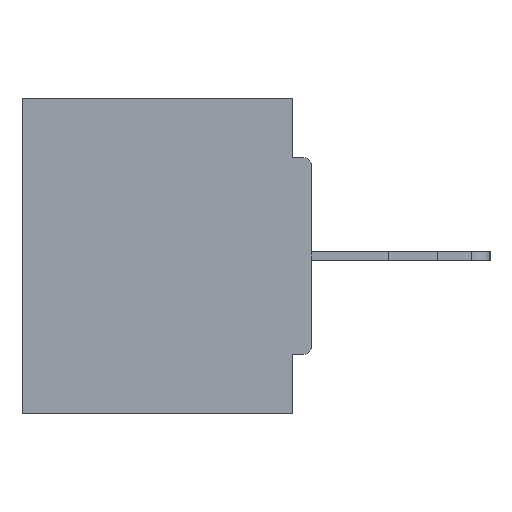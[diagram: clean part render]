
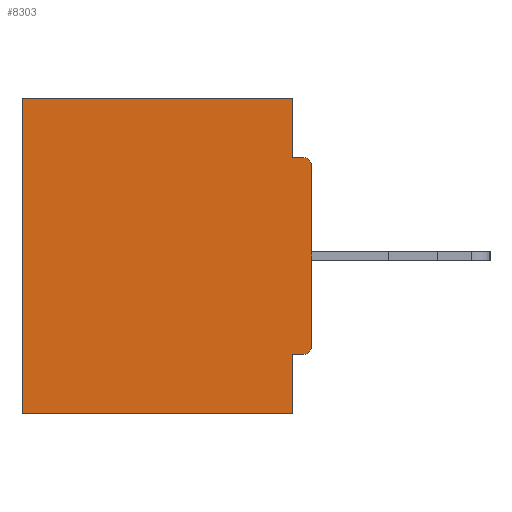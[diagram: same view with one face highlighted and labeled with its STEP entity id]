
A CAD part, left-side view. The second image highlights one B-rep face of the part: STEP entity #8303.
In plain terms, the highlighted planar face has unit normal (-1, 0, 0).
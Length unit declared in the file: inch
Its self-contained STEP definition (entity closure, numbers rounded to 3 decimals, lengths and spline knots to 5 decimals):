
#227 = VERTEX_POINT ( 'NONE', #10502 ) ;
#378 = DIRECTION ( 'NONE',  ( 0., 1., 0. ) ) ;
#446 = CARTESIAN_POINT ( 'NONE',  ( 0.298, 0., -0.3915 ) ) ;
#729 = EDGE_CURVE ( 'NONE', #13833, #11069, #14357, .T. ) ;
#1019 = VECTOR ( 'NONE', #8424, 39.37008 ) ;
#1861 = EDGE_CURVE ( 'NONE', #10714, #5290, #24961, .T. ) ;
#2035 = DIRECTION ( 'NONE',  ( 0., 0., -1. ) ) ;
#2145 = PLANE ( 'NONE',  #19977 ) ;
#2485 = ORIENTED_EDGE ( 'NONE', *, *, #32507, .F. ) ;
#3535 = VERTEX_POINT ( 'NONE', #12394 ) ;
#4527 = DIRECTION ( 'NONE',  ( 0., 0., -1. ) ) ;
#5290 = VERTEX_POINT ( 'NONE', #6729 ) ;
#5578 = VECTOR ( 'NONE', #378, 39.37008 ) ;
#6195 = CARTESIAN_POINT ( 'NONE',  ( 0.298, 0., -0.4065 ) ) ;
#6222 = VERTEX_POINT ( 'NONE', #18577 ) ;
#6287 = EDGE_CURVE ( 'NONE', #5290, #31473, #13100, .T. ) ;
#6729 = CARTESIAN_POINT ( 'NONE',  ( 0.298, 0.031, -0.0935 ) ) ;
#7401 = ORIENTED_EDGE ( 'NONE', *, *, #6287, .F. ) ;
#7562 = EDGE_CURVE ( 'NONE', #227, #6222, #22465, .T. ) ;
#8303 = ADVANCED_FACE ( 'NONE', ( #32215 ), #2145, .F. ) ;
#8417 = DIRECTION ( 'NONE',  ( -1., 0., 0. ) ) ;
#8424 = DIRECTION ( 'NONE',  ( 0., 1., 0. ) ) ;
#8543 = VECTOR ( 'NONE', #14087, 39.37008 ) ;
#8897 = LINE ( 'NONE', #6195, #8543 ) ;
#9028 = VECTOR ( 'NONE', #13409, 39.37008 ) ;
#9233 = ORIENTED_EDGE ( 'NONE', *, *, #9297, .T. ) ;
#9297 = EDGE_CURVE ( 'NONE', #13833, #31473, #22435, .T. ) ;
#9513 = DIRECTION ( 'NONE',  ( 0., 0., -1. ) ) ;
#9556 = CARTESIAN_POINT ( 'NONE',  ( 0.298, 0., -0.0935 ) ) ;
#9789 = CARTESIAN_POINT ( 'NONE',  ( 0.298, 0.46, 0. ) ) ;
#10502 = CARTESIAN_POINT ( 'NONE',  ( 0.298, 0.031, -0.5 ) ) ;
#10714 = VERTEX_POINT ( 'NONE', #29212 ) ;
#10782 = CARTESIAN_POINT ( 'NONE',  ( 0.298, 0., -0.1085 ) ) ;
#11001 = ORIENTED_EDGE ( 'NONE', *, *, #23197, .T. ) ;
#11045 = CARTESIAN_POINT ( 'NONE',  ( 0.298, 0.015, -0.1085 ) ) ;
#11069 = VERTEX_POINT ( 'NONE', #446 ) ;
#12394 = CARTESIAN_POINT ( 'NONE',  ( 0.298, 0.031, -0.4065 ) ) ;
#12645 = LINE ( 'NONE', #22070, #16177 ) ;
#13100 = LINE ( 'NONE', #9556, #30452 ) ;
#13409 = DIRECTION ( 'NONE',  ( 0., 0., -1. ) ) ;
#13833 = VERTEX_POINT ( 'NONE', #10782 ) ;
#13967 = LINE ( 'NONE', #23513, #1019 ) ;
#14087 = DIRECTION ( 'NONE',  ( 0., 1., 0. ) ) ;
#14154 = VERTEX_POINT ( 'NONE', #9789 ) ;
#14357 = LINE ( 'NONE', #19859, #30559 ) ;
#14584 = ORIENTED_EDGE ( 'NONE', *, *, #20928, .F. ) ;
#14789 = CARTESIAN_POINT ( 'NONE',  ( 0.298, 0.015, -0.4065 ) ) ;
#15269 = DIRECTION ( 'NONE',  ( -1., 0., 0. ) ) ;
#16017 = EDGE_CURVE ( 'NONE', #25770, #11069, #20027, .T. ) ;
#16177 = VECTOR ( 'NONE', #9513, 39.37008 ) ;
#17428 = CARTESIAN_POINT ( 'NONE',  ( 0.298, 0., -0.5 ) ) ;
#18577 = CARTESIAN_POINT ( 'NONE',  ( 0.298, 0.46, -0.5 ) ) ;
#18627 = EDGE_CURVE ( 'NONE', #14154, #6222, #18882, .T. ) ;
#18882 = LINE ( 'NONE', #23444, #9028 ) ;
#18907 = ORIENTED_EDGE ( 'NONE', *, *, #1861, .F. ) ;
#19859 = CARTESIAN_POINT ( 'NONE',  ( 0.298, 0., 0. ) ) ;
#19887 = EDGE_LOOP ( 'NONE', ( #9233, #7401, #18907, #11001, #29356, #31211, #2485, #14584, #26371, #27758 ) ) ;
#19977 = AXIS2_PLACEMENT_3D ( 'NONE', #29736, #29961, #2035 ) ;
#20027 = CIRCLE ( 'NONE', #32131, 0.015 ) ;
#20206 = CARTESIAN_POINT ( 'NONE',  ( 0.298, 0.015, -0.0935 ) ) ;
#20928 = EDGE_CURVE ( 'NONE', #25770, #3535, #8897, .T. ) ;
#22070 = CARTESIAN_POINT ( 'NONE',  ( 0.298, 0.031, -0.5 ) ) ;
#22109 = DIRECTION ( 'NONE',  ( 0., -1., 0. ) ) ;
#22435 = CIRCLE ( 'NONE', #24203, 0.015 ) ;
#22465 = LINE ( 'NONE', #17428, #5578 ) ;
#23197 = EDGE_CURVE ( 'NONE', #10714, #14154, #13967, .T. ) ;
#23408 = VECTOR ( 'NONE', #4527, 39.37008 ) ;
#23444 = CARTESIAN_POINT ( 'NONE',  ( 0.298, 0.46, 0. ) ) ;
#23513 = CARTESIAN_POINT ( 'NONE',  ( 0.298, 0., 0. ) ) ;
#23823 = DIRECTION ( 'NONE',  ( 0., 0., -1. ) ) ;
#24203 = AXIS2_PLACEMENT_3D ( 'NONE', #11045, #8417, #23823 ) ;
#24961 = LINE ( 'NONE', #32090, #23408 ) ;
#25030 = DIRECTION ( 'NONE',  ( 0., 0., -1. ) ) ;
#25289 = CARTESIAN_POINT ( 'NONE',  ( 0.298, 0.015, -0.3915 ) ) ;
#25398 = DIRECTION ( 'NONE',  ( 0., 0., -1. ) ) ;
#25770 = VERTEX_POINT ( 'NONE', #14789 ) ;
#26371 = ORIENTED_EDGE ( 'NONE', *, *, #16017, .T. ) ;
#27758 = ORIENTED_EDGE ( 'NONE', *, *, #729, .F. ) ;
#29212 = CARTESIAN_POINT ( 'NONE',  ( 0.298, 0.031, 0. ) ) ;
#29356 = ORIENTED_EDGE ( 'NONE', *, *, #18627, .T. ) ;
#29736 = CARTESIAN_POINT ( 'NONE',  ( 0.298, 0., 0. ) ) ;
#29961 = DIRECTION ( 'NONE',  ( 1., 0., 0. ) ) ;
#30452 = VECTOR ( 'NONE', #22109, 39.37008 ) ;
#30559 = VECTOR ( 'NONE', #25030, 39.37008 ) ;
#31211 = ORIENTED_EDGE ( 'NONE', *, *, #7562, .F. ) ;
#31473 = VERTEX_POINT ( 'NONE', #20206 ) ;
#32090 = CARTESIAN_POINT ( 'NONE',  ( 0.298, 0.031, -0.5 ) ) ;
#32131 = AXIS2_PLACEMENT_3D ( 'NONE', #25289, #15269, #25398 ) ;
#32215 = FACE_OUTER_BOUND ( 'NONE', #19887, .T. ) ;
#32507 = EDGE_CURVE ( 'NONE', #3535, #227, #12645, .T. ) ;
